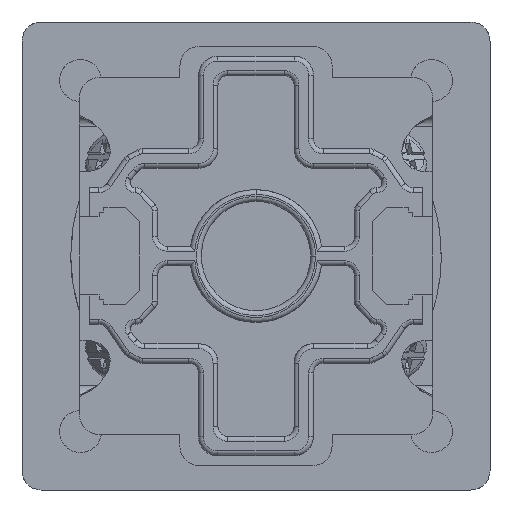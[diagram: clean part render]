
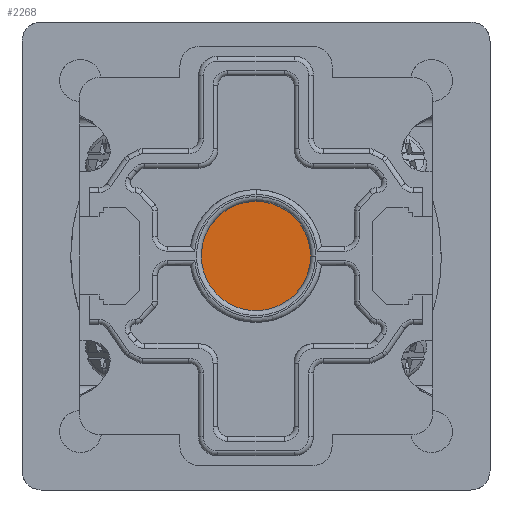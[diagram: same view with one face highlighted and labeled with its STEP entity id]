
A CAD part, front view. The second image highlights one B-rep face of the part: STEP entity #2268.
In plain terms, the highlighted planar face has unit normal (0, -1, 0).
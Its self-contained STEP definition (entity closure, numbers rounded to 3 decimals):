
#2189=CARTESIAN_POINT('',(0.,-125.5,0.));
#2190=DIRECTION('',(0.,-1.,0.));
#2191=DIRECTION('',(1.,0.,0.));
#2192=AXIS2_PLACEMENT_3D('',#2189,#2190,#2191);
#2193=PLANE('',#2192);
#2194=CARTESIAN_POINT('',(5.6,-125.5,-0.));
#2195=VERTEX_POINT('',#2194);
#2196=CARTESIAN_POINT('',(0.,-125.5,5.6));
#2197=VERTEX_POINT('',#2196);
#2198=CARTESIAN_POINT('',(5.6,-125.5,-0.));
#2199=CARTESIAN_POINT('',(5.6,-125.5,0.733));
#2200=CARTESIAN_POINT('',(5.454,-125.5,1.466));
#2201=CARTESIAN_POINT('',(5.174,-125.5,2.143));
#2202=CARTESIAN_POINT('',(4.893,-125.5,2.82));
#2203=CARTESIAN_POINT('',(4.478,-125.5,3.441));
#2204=CARTESIAN_POINT('',(3.96,-125.5,3.96));
#2205=CARTESIAN_POINT('',(3.441,-125.5,4.478));
#2206=CARTESIAN_POINT('',(2.82,-125.5,4.893));
#2207=CARTESIAN_POINT('',(2.143,-125.5,5.174));
#2208=CARTESIAN_POINT('',(1.466,-125.5,5.454));
#2209=CARTESIAN_POINT('',(0.733,-125.5,5.6));
#2210=CARTESIAN_POINT('',(0.,-125.5,5.6));
#2211=B_SPLINE_CURVE_WITH_KNOTS('',3,(#2198,#2199,#2200,#2201,#2202,#2203,#2204,#2205,#2206,#2207,#2208,#2209,#2210),.UNSPECIFIED.,.F.,.F.,(4,3,3,3,4),(0.,22.5,45.,67.5,90.),.UNSPECIFIED.);
#2212=EDGE_CURVE('',#2195,#2197,#2211,.T.);
#2213=ORIENTED_EDGE('',*,*,#2212,.T.);
#2214=CARTESIAN_POINT('',(0.,-125.5,5.6));
#2215=CARTESIAN_POINT('',(-0.55,-125.5,5.6));
#2216=CARTESIAN_POINT('',(-1.099,-125.5,5.518));
#2217=CARTESIAN_POINT('',(-1.626,-125.5,5.359));
#2218=CARTESIAN_POINT('',(-2.152,-125.5,5.199));
#2219=CARTESIAN_POINT('',(-2.654,-125.5,4.962));
#2220=CARTESIAN_POINT('',(-3.111,-125.5,4.656));
#2221=CARTESIAN_POINT('',(-3.568,-125.5,4.351));
#2222=CARTESIAN_POINT('',(-3.98,-125.5,3.978));
#2223=CARTESIAN_POINT('',(-4.329,-125.5,3.553));
#2224=CARTESIAN_POINT('',(-4.678,-125.5,3.128));
#2225=CARTESIAN_POINT('',(-4.963,-125.5,2.651));
#2226=CARTESIAN_POINT('',(-5.174,-125.5,2.143));
#2227=CARTESIAN_POINT('',(-5.384,-125.5,1.635));
#2228=CARTESIAN_POINT('',(-5.519,-125.5,1.096));
#2229=CARTESIAN_POINT('',(-5.573,-125.5,0.549));
#2230=CARTESIAN_POINT('',(-5.627,-125.5,0.002));
#2231=CARTESIAN_POINT('',(-5.6,-125.5,-0.553));
#2232=CARTESIAN_POINT('',(-5.492,-125.5,-1.093));
#2233=CARTESIAN_POINT('',(-5.385,-125.5,-1.632));
#2234=CARTESIAN_POINT('',(-5.198,-125.5,-2.155));
#2235=CARTESIAN_POINT('',(-4.939,-125.5,-2.64));
#2236=CARTESIAN_POINT('',(-4.68,-125.5,-3.125));
#2237=CARTESIAN_POINT('',(-4.349,-125.5,-3.571));
#2238=CARTESIAN_POINT('',(-3.96,-125.5,-3.96));
#2239=CARTESIAN_POINT('',(-3.571,-125.5,-4.349));
#2240=CARTESIAN_POINT('',(-3.125,-125.5,-4.68));
#2241=CARTESIAN_POINT('',(-2.64,-125.5,-4.939));
#2242=CARTESIAN_POINT('',(-2.155,-125.5,-5.198));
#2243=CARTESIAN_POINT('',(-1.632,-125.5,-5.385));
#2244=CARTESIAN_POINT('',(-1.093,-125.5,-5.492));
#2245=CARTESIAN_POINT('',(-0.553,-125.5,-5.6));
#2246=CARTESIAN_POINT('',(0.002,-125.5,-5.627));
#2247=CARTESIAN_POINT('',(0.549,-125.5,-5.573));
#2248=CARTESIAN_POINT('',(1.096,-125.5,-5.519));
#2249=CARTESIAN_POINT('',(1.635,-125.5,-5.384));
#2250=CARTESIAN_POINT('',(2.143,-125.5,-5.174));
#2251=CARTESIAN_POINT('',(2.651,-125.5,-4.963));
#2252=CARTESIAN_POINT('',(3.128,-125.5,-4.678));
#2253=CARTESIAN_POINT('',(3.553,-125.5,-4.329));
#2254=CARTESIAN_POINT('',(3.978,-125.5,-3.98));
#2255=CARTESIAN_POINT('',(4.351,-125.5,-3.568));
#2256=CARTESIAN_POINT('',(4.656,-125.5,-3.111));
#2257=CARTESIAN_POINT('',(4.962,-125.5,-2.654));
#2258=CARTESIAN_POINT('',(5.199,-125.5,-2.152));
#2259=CARTESIAN_POINT('',(5.359,-125.5,-1.626));
#2260=CARTESIAN_POINT('',(5.518,-125.5,-1.099));
#2261=CARTESIAN_POINT('',(5.6,-125.5,-0.55));
#2262=CARTESIAN_POINT('',(5.6,-125.5,-0.));
#2263=B_SPLINE_CURVE_WITH_KNOTS('',3,(#2214,#2215,#2216,#2217,#2218,#2219,#2220,#2221,#2222,#2223,#2224,#2225,#2226,#2227,#2228,#2229,#2230,#2231,#2232,#2233,#2234,#2235,#2236,#2237,#2238,#2239,
#2240,#2241,#2242,#2243,#2244,#2245,#2246,#2247,#2248,#2249,#2250,#2251,#2252,#2253,#2254,#2255,#2256,#2257,#2258,#2259,#2260,#2261,#2262),.UNSPECIFIED.,.F.,.F.,(4,3,3,3,3,3,3,3,3,3,3,3,3,3,3,3,4),(90.,106.875,123.75,140.625,157.5,174.375,191.25,208.125,225.,241.875,258.75,275.625,292.5,309.375,326.25,343.125,360.),.UNSPECIFIED.);
#2264=EDGE_CURVE('',#2197,#2195,#2263,.T.);
#2265=ORIENTED_EDGE('',*,*,#2264,.T.);
#2266=EDGE_LOOP('',(#2213,#2265));
#2267=FACE_BOUND('',#2266,.T.);
#2268=ADVANCED_FACE('',(#2267),#2193,.T.);
